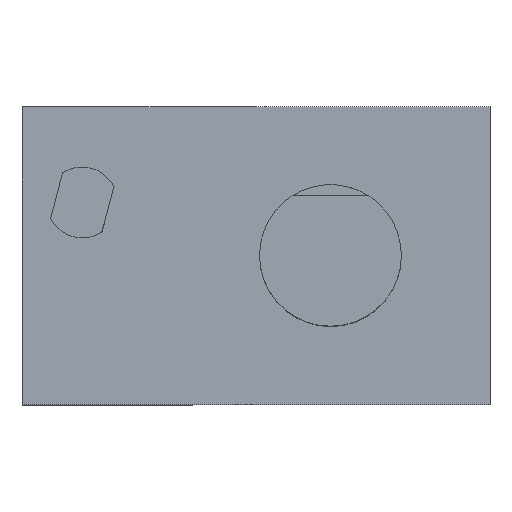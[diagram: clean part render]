
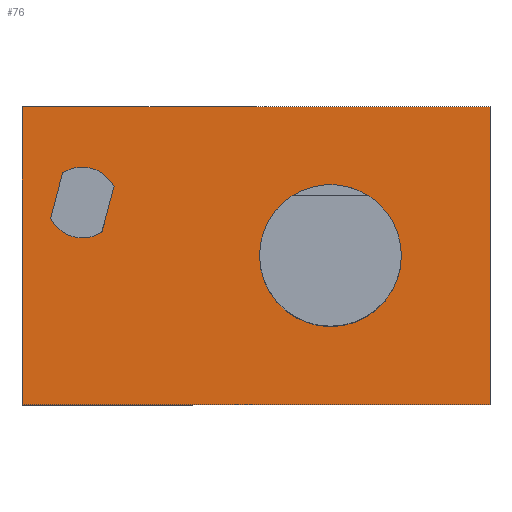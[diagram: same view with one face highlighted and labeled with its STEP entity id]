
A CAD part, top view. The second image highlights one B-rep face of the part: STEP entity #76.
In plain terms, the highlighted planar face has unit normal (0, 0, 1).
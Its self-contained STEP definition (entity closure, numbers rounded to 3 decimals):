
#76=ADVANCED_FACE('',(#162,#163,#164),#112,.F.);
#112=PLANE('',#641);
#134=CIRCLE('',#638,20.);
#135=CIRCLE('',#639,10.);
#136=CIRCLE('',#640,10.);
#162=FACE_BOUND('',#183,.T.);
#163=FACE_BOUND('',#184,.T.);
#164=FACE_BOUND('',#185,.T.);
#183=EDGE_LOOP('',(#230,#231,#232,#233));
#184=EDGE_LOOP('',(#234));
#185=EDGE_LOOP('',(#235,#236,#237,#238));
#230=ORIENTED_EDGE('',*,*,#435,.T.);
#231=ORIENTED_EDGE('',*,*,#436,.F.);
#232=ORIENTED_EDGE('',*,*,#437,.F.);
#233=ORIENTED_EDGE('',*,*,#438,.T.);
#234=ORIENTED_EDGE('',*,*,#439,.T.);
#235=ORIENTED_EDGE('',*,*,#440,.F.);
#236=ORIENTED_EDGE('',*,*,#441,.F.);
#237=ORIENTED_EDGE('',*,*,#442,.F.);
#238=ORIENTED_EDGE('',*,*,#443,.F.);
#382=VERTEX_POINT('',#893);
#383=VERTEX_POINT('',#894);
#384=VERTEX_POINT('',#896);
#385=VERTEX_POINT('',#898);
#386=VERTEX_POINT('',#901);
#387=VERTEX_POINT('',#903);
#388=VERTEX_POINT('',#904);
#389=VERTEX_POINT('',#906);
#390=VERTEX_POINT('',#908);
#435=EDGE_CURVE('',#382,#383,#511,.T.);
#436=EDGE_CURVE('',#384,#383,#512,.T.);
#437=EDGE_CURVE('',#385,#384,#513,.T.);
#438=EDGE_CURVE('',#385,#382,#514,.T.);
#439=EDGE_CURVE('',#386,#386,#134,.T.);
#440=EDGE_CURVE('',#387,#388,#135,.T.);
#441=EDGE_CURVE('',#389,#387,#515,.T.);
#442=EDGE_CURVE('',#390,#389,#136,.T.);
#443=EDGE_CURVE('',#388,#390,#516,.T.);
#511=LINE('',#892,#558);
#512=LINE('',#895,#559);
#513=LINE('',#897,#560);
#514=LINE('',#899,#561);
#515=LINE('',#905,#562);
#516=LINE('',#909,#563);
#558=VECTOR('',#710,1.);
#559=VECTOR('',#711,1.);
#560=VECTOR('',#712,1.);
#561=VECTOR('',#713,1.);
#562=VECTOR('',#718,1.);
#563=VECTOR('',#721,1.);
#638=AXIS2_PLACEMENT_3D('',#900,#714,#715);
#639=AXIS2_PLACEMENT_3D('',#902,#716,#717);
#640=AXIS2_PLACEMENT_3D('',#907,#719,#720);
#641=AXIS2_PLACEMENT_3D('',#910,#722,#723);
#710=DIRECTION('',(-1.,0.,0.));
#711=DIRECTION('',(0.,1.,0.));
#712=DIRECTION('',(-1.,0.,0.));
#713=DIRECTION('',(0.,1.,0.));
#714=DIRECTION('',(0.,0.,-1.));
#715=DIRECTION('',(1.,0.,0.));
#716=DIRECTION('',(0.,0.,1.));
#717=DIRECTION('',(0.,1.,0.));
#718=DIRECTION('',(-0.259,-0.966,0.));
#719=DIRECTION('',(0.,0.,1.));
#720=DIRECTION('',(0.,-1.,0.));
#721=DIRECTION('',(0.259,0.966,0.));
#722=DIRECTION('',(0.,0.,-1.));
#723=DIRECTION('',(-1.,0.,0.));
#892=CARTESIAN_POINT('',(45.,42.,0.));
#893=CARTESIAN_POINT('',(45.,42.,0.));
#894=CARTESIAN_POINT('',(-87.,42.,0.));
#895=CARTESIAN_POINT('',(-87.,-42.,0.));
#896=CARTESIAN_POINT('',(-87.,-42.,0.));
#897=CARTESIAN_POINT('',(45.,-42.,0.));
#898=CARTESIAN_POINT('',(45.,-42.,0.));
#899=CARTESIAN_POINT('',(45.,-42.,0.));
#900=CARTESIAN_POINT('',(0.,0.,0.));
#901=CARTESIAN_POINT('',(20.,0.,0.));
#902=CARTESIAN_POINT('',(-70.,15.,0.));
#903=CARTESIAN_POINT('',(-78.956,10.552,0.));
#904=CARTESIAN_POINT('',(-64.467,6.67,0.));
#905=CARTESIAN_POINT('',(-75.533,23.33,0.));
#906=CARTESIAN_POINT('',(-75.533,23.33,0.));
#907=CARTESIAN_POINT('',(-70.,15.,0.));
#908=CARTESIAN_POINT('',(-61.044,19.448,0.));
#909=CARTESIAN_POINT('',(-64.467,6.67,0.));
#910=CARTESIAN_POINT('',(45.,-42.,0.));
